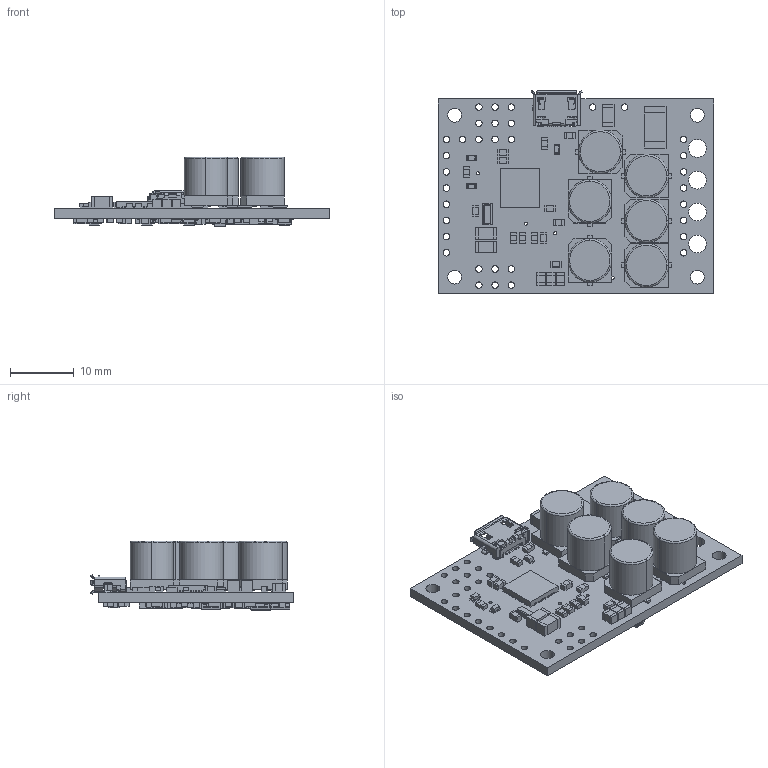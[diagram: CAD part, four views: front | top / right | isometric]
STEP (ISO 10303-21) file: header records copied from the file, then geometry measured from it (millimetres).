
FILE_DESCRIPTION (( 'STEP AP214' ), '1' );
FILE_NAME ('pololu-high-power-simple-motor-g2-18v25-or-24v19.step', '2018-11-03T00:44:09', ( '' ), ( '' ), 'SwSTEP 2.0', 'SolidWorks 2016', '' );
FILE_SCHEMA (( 'AUTOMOTIVE_DESIGN' ));
Length unit declared in the file: millimetre
Products named in the file (1): pololu-high-power-simple-motor-g2-18v25-or-24v19
Bounding box: 43.18 x 31.78 x 10.97 mm (x, y, z)
Volume: 4119.1 mm3; surface area: 5622.7 mm2
Topology: 1 solids, 1 shells, 3099 faces, 8775 edges, 5678 vertices
Faces by surface type: plane 2371, cylinder 545, bspline 153, torus 20, cone 6, sphere 4
Entity records: 139226 total; most frequent: CARTESIAN_POINT 25104, ORIENTED_EDGE 17542, DIRECTION 15089, EDGE_CURVE 8771, LINE 7111, VECTOR 7111, VERTEX_POINT 5678, AXIS2_PLACEMENT_3D 3989
